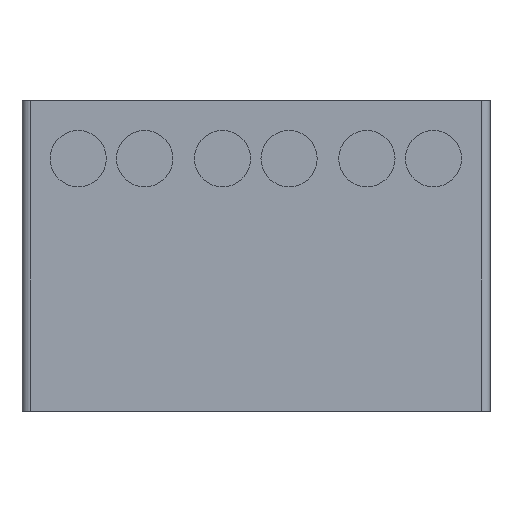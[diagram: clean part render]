
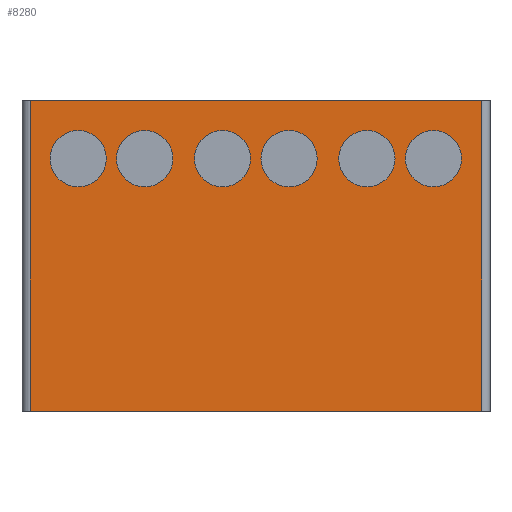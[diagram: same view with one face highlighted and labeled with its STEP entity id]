
A CAD part, top view. The second image highlights one B-rep face of the part: STEP entity #8280.
In plain terms, the highlighted planar face has unit normal (0, 0, 1).
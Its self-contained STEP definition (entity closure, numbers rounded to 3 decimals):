
#8031 = VERTEX_POINT('',#8032);
#8032 = CARTESIAN_POINT('',(169.799,115.062,26.873));
#8053 = EDGE_CURVE('',#8031,#8054,#8056,.T.);
#8054 = VERTEX_POINT('',#8055);
#8055 = CARTESIAN_POINT('',(169.799,-0.762,26.873));
#8056 = LINE('',#8057,#8058);
#8057 = CARTESIAN_POINT('',(169.799,115.062,26.873));
#8058 = VECTOR('',#8059,1.);
#8059 = DIRECTION('',(0.,-1.,0.));
#8280 = ADVANCED_FACE('',(#8281,#8305,#8316,#8327,#8338,#8349,#8360),
  #8371,.F.);
#8281 = FACE_BOUND('',#8282,.F.);
#8282 = EDGE_LOOP('',(#8283,#8291,#8298,#8304));
#8283 = ORIENTED_EDGE('',*,*,#8284,.T.);
#8284 = EDGE_CURVE('',#8054,#8285,#8287,.T.);
#8285 = VERTEX_POINT('',#8286);
#8286 = CARTESIAN_POINT('',(1.651,-0.762,26.873));
#8287 = LINE('',#8288,#8289);
#8288 = CARTESIAN_POINT('',(169.799,-0.762,26.873));
#8289 = VECTOR('',#8290,1.);
#8290 = DIRECTION('',(-1.,0.,0.));
#8291 = ORIENTED_EDGE('',*,*,#8292,.T.);
#8292 = EDGE_CURVE('',#8285,#8293,#8295,.T.);
#8293 = VERTEX_POINT('',#8294);
#8294 = CARTESIAN_POINT('',(1.651,115.062,26.873));
#8295 = B_SPLINE_CURVE_WITH_KNOTS('',1,(#8296,#8297),.UNSPECIFIED.,.F.,
  .F.,(2,2),(0.,4.56),.PIECEWISE_BEZIER_KNOTS.);
#8296 = CARTESIAN_POINT('',(1.651,-0.762,26.873));
#8297 = CARTESIAN_POINT('',(1.651,115.062,26.873));
#8298 = ORIENTED_EDGE('',*,*,#8299,.T.);
#8299 = EDGE_CURVE('',#8293,#8031,#8300,.T.);
#8300 = LINE('',#8301,#8302);
#8301 = CARTESIAN_POINT('',(1.651,115.062,26.873));
#8302 = VECTOR('',#8303,1.);
#8303 = DIRECTION('',(1.,0.,0.));
#8304 = ORIENTED_EDGE('',*,*,#8053,.T.);
#8305 = FACE_BOUND('',#8306,.F.);
#8306 = EDGE_LOOP('',(#8307));
#8307 = ORIENTED_EDGE('',*,*,#8308,.F.);
#8308 = EDGE_CURVE('',#8309,#8309,#8311,.T.);
#8309 = VERTEX_POINT('',#8310);
#8310 = CARTESIAN_POINT('',(54.723,93.404,26.873));
#8311 = CIRCLE('',#8312,10.478);
#8312 = AXIS2_PLACEMENT_3D('',#8313,#8314,#8315);
#8313 = CARTESIAN_POINT('',(44.245,93.404,26.873));
#8314 = DIRECTION('',(0.,0.,-1.));
#8315 = DIRECTION('',(1.,0.,0.));
#8316 = FACE_BOUND('',#8317,.F.);
#8317 = EDGE_LOOP('',(#8318));
#8318 = ORIENTED_EDGE('',*,*,#8319,.F.);
#8319 = EDGE_CURVE('',#8320,#8320,#8322,.T.);
#8320 = VERTEX_POINT('',#8321);
#8321 = CARTESIAN_POINT('',(29.923,93.404,26.873));
#8322 = CIRCLE('',#8323,10.478);
#8323 = AXIS2_PLACEMENT_3D('',#8324,#8325,#8326);
#8324 = CARTESIAN_POINT('',(19.445,93.404,26.873));
#8325 = DIRECTION('',(0.,0.,-1.));
#8326 = DIRECTION('',(1.,0.,0.));
#8327 = FACE_BOUND('',#8328,.F.);
#8328 = EDGE_LOOP('',(#8329));
#8329 = ORIENTED_EDGE('',*,*,#8330,.F.);
#8330 = EDGE_CURVE('',#8331,#8331,#8333,.T.);
#8331 = VERTEX_POINT('',#8332);
#8332 = CARTESIAN_POINT('',(162.323,93.404,26.873));
#8333 = CIRCLE('',#8334,10.478);
#8334 = AXIS2_PLACEMENT_3D('',#8335,#8336,#8337);
#8335 = CARTESIAN_POINT('',(151.845,93.404,26.873));
#8336 = DIRECTION('',(0.,0.,-1.));
#8337 = DIRECTION('',(1.,0.,0.));
#8338 = FACE_BOUND('',#8339,.F.);
#8339 = EDGE_LOOP('',(#8340));
#8340 = ORIENTED_EDGE('',*,*,#8341,.F.);
#8341 = EDGE_CURVE('',#8342,#8342,#8344,.T.);
#8342 = VERTEX_POINT('',#8343);
#8343 = CARTESIAN_POINT('',(137.523,93.404,26.873));
#8344 = CIRCLE('',#8345,10.478);
#8345 = AXIS2_PLACEMENT_3D('',#8346,#8347,#8348);
#8346 = CARTESIAN_POINT('',(127.045,93.404,26.873));
#8347 = DIRECTION('',(0.,0.,-1.));
#8348 = DIRECTION('',(1.,0.,0.));
#8349 = FACE_BOUND('',#8350,.F.);
#8350 = EDGE_LOOP('',(#8351));
#8351 = ORIENTED_EDGE('',*,*,#8352,.F.);
#8352 = EDGE_CURVE('',#8353,#8353,#8355,.T.);
#8353 = VERTEX_POINT('',#8354);
#8354 = CARTESIAN_POINT('',(108.523,93.404,26.873));
#8355 = CIRCLE('',#8356,10.478);
#8356 = AXIS2_PLACEMENT_3D('',#8357,#8358,#8359);
#8357 = CARTESIAN_POINT('',(98.045,93.404,26.873));
#8358 = DIRECTION('',(0.,0.,-1.));
#8359 = DIRECTION('',(1.,0.,0.));
#8360 = FACE_BOUND('',#8361,.F.);
#8361 = EDGE_LOOP('',(#8362));
#8362 = ORIENTED_EDGE('',*,*,#8363,.F.);
#8363 = EDGE_CURVE('',#8364,#8364,#8366,.T.);
#8364 = VERTEX_POINT('',#8365);
#8365 = CARTESIAN_POINT('',(83.723,93.404,26.873));
#8366 = CIRCLE('',#8367,10.478);
#8367 = AXIS2_PLACEMENT_3D('',#8368,#8369,#8370);
#8368 = CARTESIAN_POINT('',(73.245,93.404,26.873));
#8369 = DIRECTION('',(0.,0.,-1.));
#8370 = DIRECTION('',(1.,0.,0.));
#8371 = PLANE('',#8372);
#8372 = AXIS2_PLACEMENT_3D('',#8373,#8374,#8375);
#8373 = CARTESIAN_POINT('',(85.725,57.15,26.873));
#8374 = DIRECTION('',(0.,0.,-1.));
#8375 = DIRECTION('',(-1.,0.,0.));
